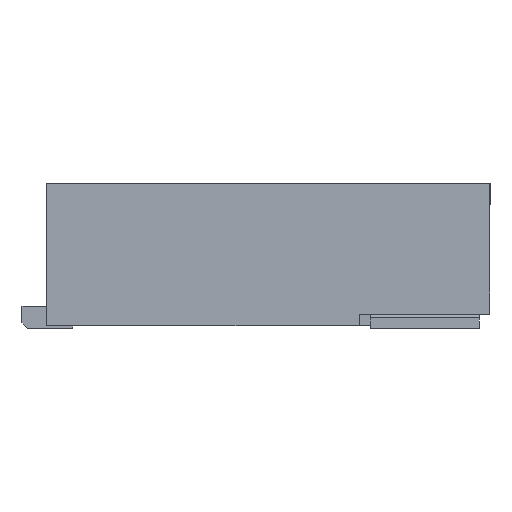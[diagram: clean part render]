
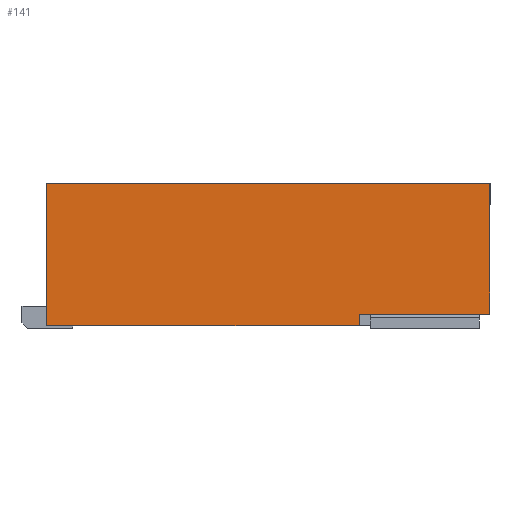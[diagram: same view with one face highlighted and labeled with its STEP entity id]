
A CAD part, left-side view. The second image highlights one B-rep face of the part: STEP entity #141.
In plain terms, the highlighted planar face has unit normal (-1, 0, 0).
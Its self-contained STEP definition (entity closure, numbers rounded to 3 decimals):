
#141=ADVANCED_FACE('',(#635),#399,.T.);
#399=PLANE('',#5229);
#635=FACE_OUTER_BOUND('',#891,.T.);
#891=EDGE_LOOP('',(#1449,#1450,#1451,#1452,#1453,#1454));
#1449=ORIENTED_EDGE('',*,*,#3370,.T.);
#1450=ORIENTED_EDGE('',*,*,#3371,.T.);
#1451=ORIENTED_EDGE('',*,*,#3358,.F.);
#1452=ORIENTED_EDGE('',*,*,#3372,.F.);
#1453=ORIENTED_EDGE('',*,*,#3246,.T.);
#1454=ORIENTED_EDGE('',*,*,#3240,.T.);
#2754=VERTEX_POINT('',#7126);
#2755=VERTEX_POINT('',#7128);
#2759=VERTEX_POINT('',#7139);
#2849=VERTEX_POINT('',#7365);
#2850=VERTEX_POINT('',#7366);
#2857=VERTEX_POINT('',#7387);
#3240=EDGE_CURVE('',#2755,#2754,#3975,.T.);
#3246=EDGE_CURVE('',#2759,#2755,#3981,.T.);
#3358=EDGE_CURVE('',#2849,#2850,#4093,.T.);
#3370=EDGE_CURVE('',#2754,#2857,#4105,.T.);
#3371=EDGE_CURVE('',#2857,#2850,#4106,.T.);
#3372=EDGE_CURVE('',#2759,#2849,#4107,.T.);
#3975=LINE('',#7127,#4668);
#3981=LINE('',#7138,#4674);
#4093=LINE('',#7364,#4786);
#4105=LINE('',#7386,#4798);
#4106=LINE('',#7388,#4799);
#4107=LINE('',#7389,#4800);
#4668=VECTOR('',#5676,1.);
#4674=VECTOR('',#5684,1.);
#4786=VECTOR('',#5844,1.);
#4798=VECTOR('',#5860,1.);
#4799=VECTOR('',#5861,1.);
#4800=VECTOR('',#5862,1.);
#5229=AXIS2_PLACEMENT_3D('',#7390,#5863,#5864);
#5676=DIRECTION('',(0.,-1.,0.));
#5684=DIRECTION('',(0.,0.,-1.));
#5844=DIRECTION('',(0.,0.,-1.));
#5860=DIRECTION('',(0.,0.,1.));
#5861=DIRECTION('',(0.,-1.,0.));
#5862=DIRECTION('',(0.,-1.,0.));
#5863=DIRECTION('',(-1.,0.,0.));
#5864=DIRECTION('',(0.,0.,1.));
#7126=CARTESIAN_POINT('',(-14.625,3.85,0.04));
#7127=CARTESIAN_POINT('',(-14.625,8.15,0.04));
#7128=CARTESIAN_POINT('',(-14.625,8.15,0.04));
#7138=CARTESIAN_POINT('',(-14.625,8.15,2.));
#7139=CARTESIAN_POINT('',(-14.625,8.15,2.));
#7364=CARTESIAN_POINT('',(-14.625,2.05,2.));
#7365=CARTESIAN_POINT('',(-14.625,2.05,2.));
#7366=CARTESIAN_POINT('',(-14.625,2.05,0.2));
#7386=CARTESIAN_POINT('',(-14.625,3.85,0.2));
#7387=CARTESIAN_POINT('',(-14.625,3.85,0.2));
#7388=CARTESIAN_POINT('',(-14.625,2.05,0.2));
#7389=CARTESIAN_POINT('',(-14.625,8.15,2.));
#7390=CARTESIAN_POINT('',(-14.625,8.15,2.));
